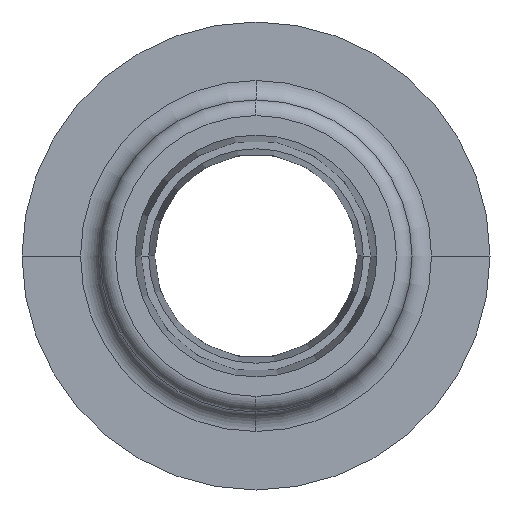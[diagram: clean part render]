
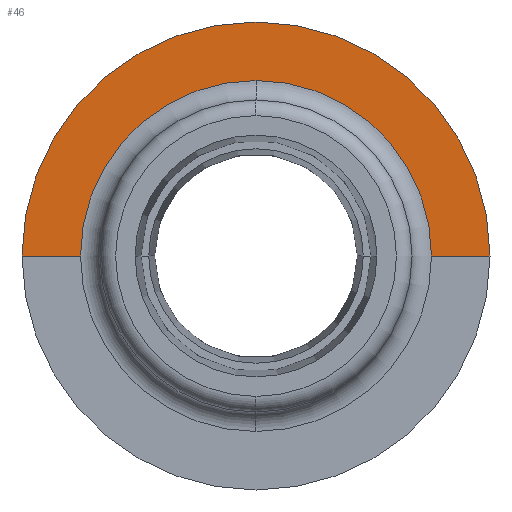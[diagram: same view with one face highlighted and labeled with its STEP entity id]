
A CAD part, left-side view. The second image highlights one B-rep face of the part: STEP entity #46.
In plain terms, the highlighted face is a revolution surface.
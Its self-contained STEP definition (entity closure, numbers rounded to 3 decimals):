
#46=ADVANCED_FACE('',(#98),#99,.T.);
#98=FACE_OUTER_BOUND('',#203,.T.);
#99=SURFACE_OF_REVOLUTION('',#204,#205);
#203=EDGE_LOOP('',(#310,#311,#312,#313,#314));
#204=B_SPLINE_CURVE_WITH_KNOTS('',1,(#315,#316),.UNSPECIFIED.,.F.,.F.,(2,2),(-1.5,0.0),.UNSPECIFIED.);
#205=AXIS1_PLACEMENT('',#317,#318);
#310=ORIENTED_EDGE('',*,*,#719,.F.);
#311=ORIENTED_EDGE('',*,*,#720,.T.);
#312=ORIENTED_EDGE('',*,*,#721,.T.);
#313=ORIENTED_EDGE('',*,*,#722,.F.);
#314=ORIENTED_EDGE('',*,*,#723,.F.);
#315=CARTESIAN_POINT('',(21.4,4.5,0.));
#316=CARTESIAN_POINT('',(21.4,6.,0.));
#317=CARTESIAN_POINT('',(21.4,0.0,0.));
#318=DIRECTION('',(1.0,-0.0,0.));
#719=EDGE_CURVE('',#846,#847,#848,.T.);
#720=EDGE_CURVE('',#846,#849,#850,.T.);
#721=EDGE_CURVE('',#849,#851,#852,.T.);
#722=EDGE_CURVE('',#853,#851,#854,.T.);
#723=EDGE_CURVE('',#847,#853,#855,.T.);
#846=VERTEX_POINT('',#1052);
#847=VERTEX_POINT('',#1053);
#848=LINE('',#1054,#1055);
#849=VERTEX_POINT('',#1056);
#850=CIRCLE('',#1057,6.);
#851=VERTEX_POINT('',#1058);
#852=LINE('',#1059,#1060);
#853=VERTEX_POINT('',#1061);
#854=CIRCLE('',#1062,4.5);
#855=CIRCLE('',#1063,4.5);
#1052=CARTESIAN_POINT('',(21.4,-6.,0.));
#1053=CARTESIAN_POINT('',(21.4,-4.5,0.));
#1054=CARTESIAN_POINT('',(21.4,-6.,0.));
#1055=VECTOR('',#1292,1.0);
#1056=CARTESIAN_POINT('',(21.4,6.,0.));
#1057=AXIS2_PLACEMENT_3D('',#1293,#1294,#1295);
#1058=CARTESIAN_POINT('',(21.4,4.5,0.));
#1059=CARTESIAN_POINT('',(21.4,6.,0.));
#1060=VECTOR('',#1296,1.0);
#1061=CARTESIAN_POINT('',(21.4,0.,4.5));
#1062=AXIS2_PLACEMENT_3D('',#1297,#1298,#1299);
#1063=AXIS2_PLACEMENT_3D('',#1300,#1301,#1302);
#1292=DIRECTION('',(0.,1.,0.));
#1293=CARTESIAN_POINT('',(21.4,0.0,0.));
#1294=DIRECTION('',(-1.0,0.0,0.));
#1295=DIRECTION('',(0.0,1.0,0.0));
#1296=DIRECTION('',(0.,-1.,0.));
#1297=CARTESIAN_POINT('',(21.4,0.0,0.));
#1298=DIRECTION('',(-1.0,0.0,0.));
#1299=DIRECTION('',(0.0,1.0,0.0));
#1300=CARTESIAN_POINT('',(21.4,0.0,0.));
#1301=DIRECTION('',(-1.0,0.0,0.));
#1302=DIRECTION('',(0.0,1.0,0.0));
